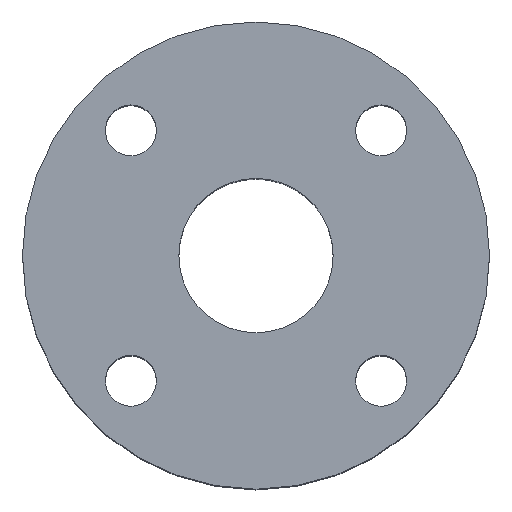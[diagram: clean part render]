
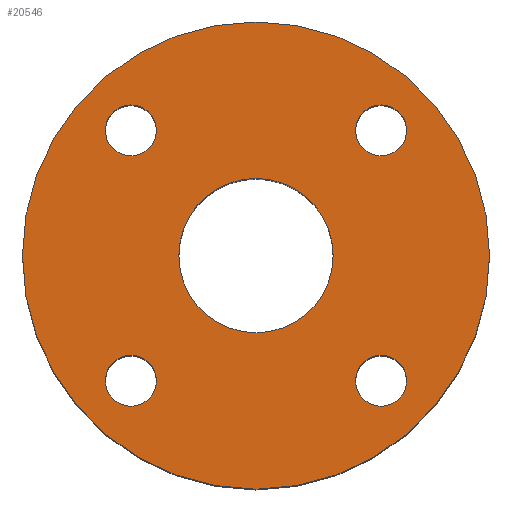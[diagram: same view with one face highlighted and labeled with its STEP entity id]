
A CAD part, top view. The second image highlights one B-rep face of the part: STEP entity #20546.
In plain terms, the highlighted planar face has unit normal (0, 0, 1).
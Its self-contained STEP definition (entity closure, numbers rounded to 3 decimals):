
#142 = DIRECTION ( 'NONE',  ( 0., -1., 0. ) ) ;
#325 = AXIS2_PLACEMENT_3D ( 'NONE', #2827, #18844, #25570 ) ;
#612 = AXIS2_PLACEMENT_3D ( 'NONE', #2451, #22852, #18034 ) ;
#700 = CARTESIAN_POINT ( 'NONE',  ( -82.5, 0., 0. ) ) ;
#740 = CIRCLE ( 'NONE', #23713, 9. ) ;
#775 = DIRECTION ( 'NONE',  ( 0., 0., 1. ) ) ;
#1078 = VERTEX_POINT ( 'NONE', #7107 ) ;
#1243 = AXIS2_PLACEMENT_3D ( 'NONE', #13517, #22460, #2355 ) ;
#1416 = CIRCLE ( 'NONE', #12676, 9. ) ;
#1539 = VERTEX_POINT ( 'NONE', #17029 ) ;
#1736 = ORIENTED_EDGE ( 'NONE', *, *, #23545, .T. ) ;
#1864 = CARTESIAN_POINT ( 'NONE',  ( -44.194, 44.194, 0. ) ) ;
#1959 = VERTEX_POINT ( 'NONE', #8354 ) ;
#2297 = EDGE_LOOP ( 'NONE', ( #22146, #15897 ) ) ;
#2339 = CARTESIAN_POINT ( 'NONE',  ( 44.194, -44.194, 0. ) ) ;
#2355 = DIRECTION ( 'NONE',  ( 1., 0., 0. ) ) ;
#2377 = DIRECTION ( 'NONE',  ( -1., 0., 0. ) ) ;
#2451 = CARTESIAN_POINT ( 'NONE',  ( 0., 0., 0. ) ) ;
#2827 = CARTESIAN_POINT ( 'NONE',  ( -44.194, -44.194, 0. ) ) ;
#3822 = ORIENTED_EDGE ( 'NONE', *, *, #8961, .F. ) ;
#3895 = CIRCLE ( 'NONE', #6267, 9. ) ;
#4363 = DIRECTION ( 'NONE',  ( 0., 0., 1. ) ) ;
#4485 = DIRECTION ( 'NONE',  ( 0., 0., 1. ) ) ;
#4494 = CIRCLE ( 'NONE', #22783, 27.25 ) ;
#4551 = CIRCLE ( 'NONE', #8334, 27.25 ) ;
#5012 = FACE_BOUND ( 'NONE', #11219, .T. ) ;
#5157 = PLANE ( 'NONE',  #21158 ) ;
#5250 = VERTEX_POINT ( 'NONE', #22273 ) ;
#5388 = CIRCLE ( 'NONE', #9157, 9. ) ;
#5797 = EDGE_CURVE ( 'NONE', #21803, #1078, #9272, .T. ) ;
#6267 = AXIS2_PLACEMENT_3D ( 'NONE', #2339, #22446, #142 ) ;
#6949 = EDGE_CURVE ( 'NONE', #1959, #18942, #10649, .T. ) ;
#6969 = CARTESIAN_POINT ( 'NONE',  ( 0., 0., 0. ) ) ;
#7092 = ORIENTED_EDGE ( 'NONE', *, *, #24547, .F. ) ;
#7107 = CARTESIAN_POINT ( 'NONE',  ( -35.194, -44.194, 0. ) ) ;
#7116 = DIRECTION ( 'NONE',  ( 1., 0., 0. ) ) ;
#7233 = FACE_BOUND ( 'NONE', #20426, .T. ) ;
#7375 = FACE_OUTER_BOUND ( 'NONE', #20186, .T. ) ;
#7416 = DIRECTION ( 'NONE',  ( 0., 0., 1. ) ) ;
#8141 = EDGE_CURVE ( 'NONE', #1539, #9169, #4551, .T. ) ;
#8324 = CARTESIAN_POINT ( 'NONE',  ( 44.194, 44.194, 0. ) ) ;
#8334 = AXIS2_PLACEMENT_3D ( 'NONE', #11871, #16119, #22725 ) ;
#8354 = CARTESIAN_POINT ( 'NONE',  ( 82.5, 0., 0. ) ) ;
#8857 = CARTESIAN_POINT ( 'NONE',  ( -27.25, 0., 0. ) ) ;
#8961 = EDGE_CURVE ( 'NONE', #1078, #21803, #9255, .T. ) ;
#9102 = ORIENTED_EDGE ( 'NONE', *, *, #5797, .F. ) ;
#9157 = AXIS2_PLACEMENT_3D ( 'NONE', #8324, #26052, #23853 ) ;
#9169 = VERTEX_POINT ( 'NONE', #8857 ) ;
#9255 = CIRCLE ( 'NONE', #325, 9. ) ;
#9272 = CIRCLE ( 'NONE', #12996, 9. ) ;
#9761 = DIRECTION ( 'NONE',  ( 0., 0., 1. ) ) ;
#9995 = VERTEX_POINT ( 'NONE', #21150 ) ;
#10649 = CIRCLE ( 'NONE', #1243, 82.5 ) ;
#11139 = CIRCLE ( 'NONE', #22364, 9. ) ;
#11219 = EDGE_LOOP ( 'NONE', ( #3822, #9102 ) ) ;
#11242 = VERTEX_POINT ( 'NONE', #21691 ) ;
#11439 = VERTEX_POINT ( 'NONE', #16099 ) ;
#11780 = FACE_BOUND ( 'NONE', #14880, .T. ) ;
#11871 = CARTESIAN_POINT ( 'NONE',  ( 0., 0., 0. ) ) ;
#12676 = AXIS2_PLACEMENT_3D ( 'NONE', #1864, #4363, #14933 ) ;
#12996 = AXIS2_PLACEMENT_3D ( 'NONE', #27158, #14507, #25816 ) ;
#13343 = EDGE_CURVE ( 'NONE', #9995, #5250, #1416, .T. ) ;
#13517 = CARTESIAN_POINT ( 'NONE',  ( 0., 0., 0. ) ) ;
#13661 = EDGE_CURVE ( 'NONE', #11242, #20991, #11139, .T. ) ;
#13671 = CARTESIAN_POINT ( 'NONE',  ( 0., 27.25, 0. ) ) ;
#14305 = EDGE_CURVE ( 'NONE', #5250, #9995, #740, .T. ) ;
#14507 = DIRECTION ( 'NONE',  ( 0., 0., 1. ) ) ;
#14590 = AXIS2_PLACEMENT_3D ( 'NONE', #27220, #9761, #16495 ) ;
#14880 = EDGE_LOOP ( 'NONE', ( #17491, #19330 ) ) ;
#14933 = DIRECTION ( 'NONE',  ( 0., 1., 0. ) ) ;
#15795 = VERTEX_POINT ( 'NONE', #25237 ) ;
#15897 = ORIENTED_EDGE ( 'NONE', *, *, #19452, .F. ) ;
#16099 = CARTESIAN_POINT ( 'NONE',  ( 35.194, -44.194, 0. ) ) ;
#16119 = DIRECTION ( 'NONE',  ( 0., 0., 1. ) ) ;
#16314 = DIRECTION ( 'NONE',  ( 0., 0., -1. ) ) ;
#16495 = DIRECTION ( 'NONE',  ( 0., -1., 0. ) ) ;
#16790 = DIRECTION ( 'NONE',  ( 1., 0., 0. ) ) ;
#17029 = CARTESIAN_POINT ( 'NONE',  ( 27.25, 0., 0. ) ) ;
#17491 = ORIENTED_EDGE ( 'NONE', *, *, #13343, .F. ) ;
#17717 = CARTESIAN_POINT ( 'NONE',  ( -44.194, 44.194, 0. ) ) ;
#18034 = DIRECTION ( 'NONE',  ( 1., 0., 0. ) ) ;
#18543 = ORIENTED_EDGE ( 'NONE', *, *, #6949, .T. ) ;
#18844 = DIRECTION ( 'NONE',  ( 0., 0., 1. ) ) ;
#18942 = VERTEX_POINT ( 'NONE', #700 ) ;
#18969 = ORIENTED_EDGE ( 'NONE', *, *, #13661, .F. ) ;
#19330 = ORIENTED_EDGE ( 'NONE', *, *, #14305, .F. ) ;
#19452 = EDGE_CURVE ( 'NONE', #9169, #1539, #4494, .T. ) ;
#20017 = EDGE_CURVE ( 'NONE', #20991, #11242, #5388, .T. ) ;
#20186 = EDGE_LOOP ( 'NONE', ( #18543, #1736 ) ) ;
#20389 = EDGE_CURVE ( 'NONE', #11439, #15795, #28671, .T. ) ;
#20426 = EDGE_LOOP ( 'NONE', ( #7092, #25092 ) ) ;
#20546 = ADVANCED_FACE ( 'NONE', ( #7233, #5012, #11780, #20718, #22479, #7375 ), #5157, .F. ) ;
#20718 = FACE_BOUND ( 'NONE', #24284, .T. ) ;
#20991 = VERTEX_POINT ( 'NONE', #28316 ) ;
#21150 = CARTESIAN_POINT ( 'NONE',  ( -35.194, 44.194, 0. ) ) ;
#21158 = AXIS2_PLACEMENT_3D ( 'NONE', #13671, #16314, #2377 ) ;
#21691 = CARTESIAN_POINT ( 'NONE',  ( 53.194, 44.194, 0. ) ) ;
#21803 = VERTEX_POINT ( 'NONE', #24431 ) ;
#22146 = ORIENTED_EDGE ( 'NONE', *, *, #8141, .F. ) ;
#22273 = CARTESIAN_POINT ( 'NONE',  ( -53.194, 44.194, 0. ) ) ;
#22364 = AXIS2_PLACEMENT_3D ( 'NONE', #23538, #7416, #16790 ) ;
#22446 = DIRECTION ( 'NONE',  ( 0., 0., 1. ) ) ;
#22460 = DIRECTION ( 'NONE',  ( 0., 0., 1. ) ) ;
#22479 = FACE_BOUND ( 'NONE', #2297, .T. ) ;
#22725 = DIRECTION ( 'NONE',  ( 1., 0., 0. ) ) ;
#22783 = AXIS2_PLACEMENT_3D ( 'NONE', #6969, #775, #7116 ) ;
#22852 = DIRECTION ( 'NONE',  ( 0., 0., 1. ) ) ;
#23538 = CARTESIAN_POINT ( 'NONE',  ( 44.194, 44.194, 0. ) ) ;
#23545 = EDGE_CURVE ( 'NONE', #18942, #1959, #27802, .T. ) ;
#23713 = AXIS2_PLACEMENT_3D ( 'NONE', #17717, #4485, #26651 ) ;
#23853 = DIRECTION ( 'NONE',  ( 1., 0., 0. ) ) ;
#24284 = EDGE_LOOP ( 'NONE', ( #18969, #28257 ) ) ;
#24431 = CARTESIAN_POINT ( 'NONE',  ( -53.194, -44.194, 0. ) ) ;
#24547 = EDGE_CURVE ( 'NONE', #15795, #11439, #3895, .T. ) ;
#25092 = ORIENTED_EDGE ( 'NONE', *, *, #20389, .F. ) ;
#25237 = CARTESIAN_POINT ( 'NONE',  ( 53.194, -44.194, 0. ) ) ;
#25570 = DIRECTION ( 'NONE',  ( -1., 0., 0. ) ) ;
#25816 = DIRECTION ( 'NONE',  ( -1., 0., 0. ) ) ;
#26052 = DIRECTION ( 'NONE',  ( 0., 0., 1. ) ) ;
#26651 = DIRECTION ( 'NONE',  ( 0., 1., 0. ) ) ;
#27158 = CARTESIAN_POINT ( 'NONE',  ( -44.194, -44.194, 0. ) ) ;
#27220 = CARTESIAN_POINT ( 'NONE',  ( 44.194, -44.194, 0. ) ) ;
#27802 = CIRCLE ( 'NONE', #612, 82.5 ) ;
#28257 = ORIENTED_EDGE ( 'NONE', *, *, #20017, .F. ) ;
#28316 = CARTESIAN_POINT ( 'NONE',  ( 35.194, 44.194, 0. ) ) ;
#28671 = CIRCLE ( 'NONE', #14590, 9. ) ;
